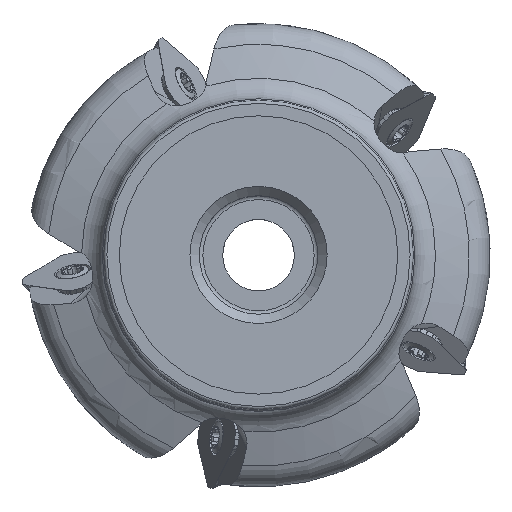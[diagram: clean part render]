
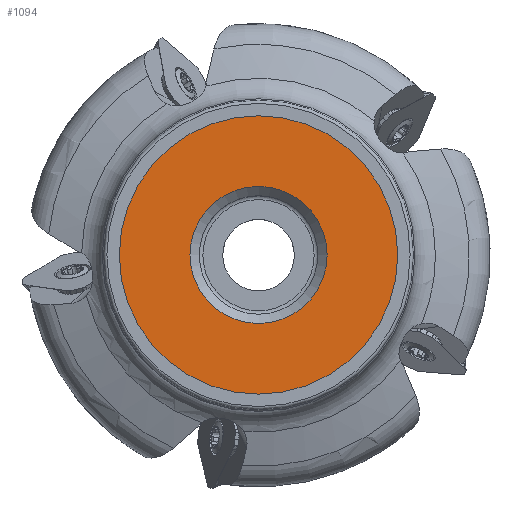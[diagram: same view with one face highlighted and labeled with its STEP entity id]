
A CAD part, top view. The second image highlights one B-rep face of the part: STEP entity #1094.
In plain terms, the highlighted planar face has unit normal (0, 0, 1).
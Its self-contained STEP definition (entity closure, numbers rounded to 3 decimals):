
#1094=ADVANCED_FACE('SU_1',(#2145,#2146),#1557,.F.);
#1557=PLANE('',#10892);
#1897=CIRCLE('',#10867,22.392);
#1901=CIRCLE('',#10873,11.03);
#2145=FACE_BOUND('',#2407,.T.);
#2146=FACE_BOUND('',#2408,.T.);
#2407=EDGE_LOOP('',(#4438));
#2408=EDGE_LOOP('',(#4439));
#4438=ORIENTED_EDGE('',*,*,#8384,.T.);
#4439=ORIENTED_EDGE('',*,*,#8388,.F.);
#7214=VERTEX_POINT('',#17201);
#7218=VERTEX_POINT('',#17211);
#8384=EDGE_CURVE('',#7214,#7214,#1897,.T.);
#8388=EDGE_CURVE('',#7218,#7218,#1901,.T.);
#10867=AXIS2_PLACEMENT_3D('',#17200,#12356,#12357);
#10873=AXIS2_PLACEMENT_3D('',#17210,#12368,#12369);
#10892=AXIS2_PLACEMENT_3D('',#17238,#12406,#12407);
#12356=DIRECTION('',(0.,0.,1.));
#12357=DIRECTION('',(1.,0.,0.));
#12368=DIRECTION('',(0.,0.,1.));
#12369=DIRECTION('',(1.,0.,0.));
#12406=DIRECTION('',(0.,0.,-1.));
#12407=DIRECTION('',(-1.,0.,0.));
#17200=CARTESIAN_POINT('',(0.,0.,0.));
#17201=CARTESIAN_POINT('',(22.392,0.,0.));
#17210=CARTESIAN_POINT('',(0.,0.,0.));
#17211=CARTESIAN_POINT('',(11.03,0.,0.));
#17238=CARTESIAN_POINT('',(-24.892,0.,0.));
